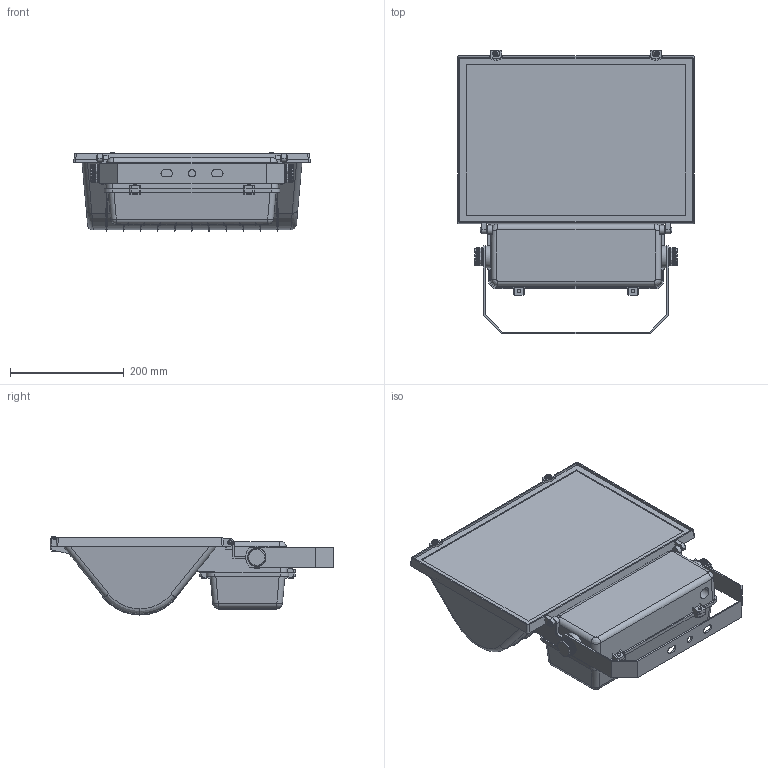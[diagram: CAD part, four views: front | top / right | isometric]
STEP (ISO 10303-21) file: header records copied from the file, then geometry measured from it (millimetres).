
FILE_DESCRIPTION (( 'STEP AP214' ), '1' );
FILE_NAME ('LPHO03-400-02-K03 Ïðîæåêòîð ÃÎ03-400-02 400Âò E40 ñåðûé àñèììåòðè÷íûé IP65 ÈÝÊ.STEP', '2017-09-20T13:28:05', ( '' ), ( '' ), 'SwSTEP 2.0', 'SolidWorks 2014', '' );
FILE_SCHEMA (( 'AUTOMOTIVE_DESIGN' ));
Length unit declared in the file: millimetre
Products named in the file (1): LPHO03-400-02-K03 Ïðîæåêòîð ÃÎ03-400-02 400Âò E40 ñåðûé àñèììåòðè÷íûé IP65 ÈÝÊ
Bounding box: 416 x 498 x 137.28 mm (x, y, z)
Volume: 13535248.9 mm3; surface area: 577663.9 mm2
Topology: 2 solids, 2 shells, 1385 faces, 3763 edges, 2408 vertices
Faces by surface type: plane 902, cylinder 224, bspline 129, cone 77, torus 49, sphere 4
Entity records: 46661 total; most frequent: CARTESIAN_POINT 12373, ORIENTED_EDGE 7526, DIRECTION 6912, EDGE_CURVE 3763, AXIS2_PLACEMENT_3D 2473, VERTEX_POINT 2408, LINE 1966, VECTOR 1966
